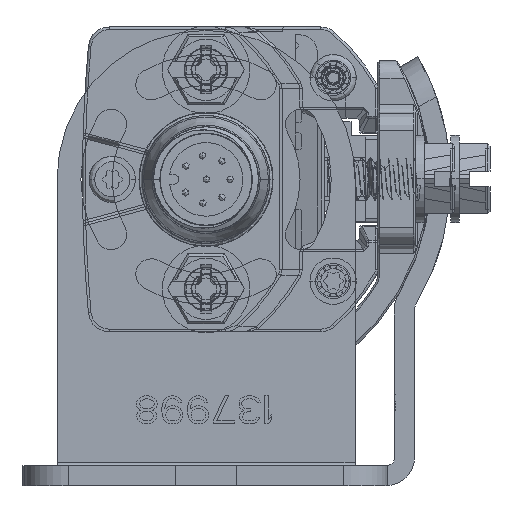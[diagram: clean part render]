
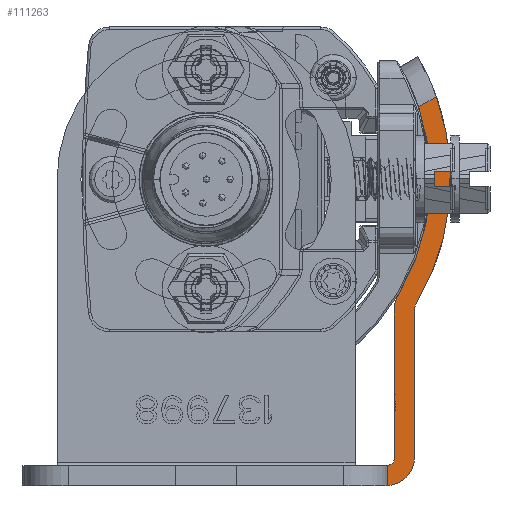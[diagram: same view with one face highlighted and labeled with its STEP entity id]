
A CAD part, front view. The second image highlights one B-rep face of the part: STEP entity #111263.
In plain terms, the highlighted face is planar.
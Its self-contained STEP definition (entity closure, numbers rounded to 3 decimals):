
#106502=CARTESIAN_POINT('',(26.271,9.394,15.));
#106530=CARTESIAN_POINT('',(24.243,8.223,15.));
#106572=DIRECTION('',(-0.866,-0.5,0.));
#106573=VECTOR('',#106572,2.341);
#106574=CARTESIAN_POINT('',(26.271,9.394,15.));
#106575=LINE('',#106574,#106573);
#106576=CARTESIAN_POINT('',(0.,0.,15.));
#106577=DIRECTION('',(0.,0.,1.));
#106578=DIRECTION('',(0.857,-0.515,0.));
#106579=AXIS2_PLACEMENT_3D('',#106576,#106577,#106578);
#106581=DIRECTION('',(0.,1.,0.));
#106582=VECTOR('',#106581,16.917);
#106583=CARTESIAN_POINT('',(23.8,-31.7,15.));
#106584=LINE('',#106583,#106582);
#106585=CARTESIAN_POINT('',(20.5,-31.7,15.));
#106586=DIRECTION('',(0.,0.,1.));
#106587=DIRECTION('',(0.,-1.,0.));
#106588=AXIS2_PLACEMENT_3D('',#106585,#106586,#106587);
#106590=DIRECTION('',(1.,0.,0.));
#106591=VECTOR('',#106590,36.5);
#106592=CARTESIAN_POINT('',(-16.,-35.,15.));
#106593=LINE('',#106592,#106591);
#106594=DIRECTION('',(0.,-1.,0.));
#106595=VECTOR('',#106594,2.3);
#106596=CARTESIAN_POINT('',(-16.,-32.7,15.));
#106597=LINE('',#106596,#106595);
#106598=DIRECTION('',(-1.,0.,0.));
#106599=VECTOR('',#106598,36.7);
#106600=CARTESIAN_POINT('',(20.7,-32.7,15.));
#106601=LINE('',#106600,#106599);
#106602=DIRECTION('',(0.,-1.,0.));
#106603=VECTOR('',#106602,17.062);
#106604=CARTESIAN_POINT('',(21.5,-14.838,15.));
#106605=LINE('',#106604,#106603);
#106606=CARTESIAN_POINT('',(24.8,-14.838,15.));
#106607=DIRECTION('',(0.,0.,1.));
#106608=DIRECTION('',(-0.858,0.513,0.));
#106609=AXIS2_PLACEMENT_3D('',#106606,#106607,#106608);
#106611=CARTESIAN_POINT('',(0.,0.,15.));
#106612=DIRECTION('',(0.,0.,-1.));
#106613=DIRECTION('',(0.947,0.321,0.));
#106614=AXIS2_PLACEMENT_3D('',#106611,#106612,#106613);
#106621=CARTESIAN_POINT('',(24.6,-14.783,15.));
#106622=DIRECTION('',(0.,0.,-1.));
#106623=DIRECTION('',(-1.,0.,0.));
#106624=AXIS2_PLACEMENT_3D('',#106621,#106622,#106623);
#106791=CARTESIAN_POINT('',(20.7,-31.9,15.));
#106792=DIRECTION('',(0.,0.,-1.));
#106793=DIRECTION('',(1.,0.,0.));
#106794=AXIS2_PLACEMENT_3D('',#106791,#106792,#106793);
#109985=CARTESIAN_POINT('',(23.914,-14.371,15.));
#109987=VERTEX_POINT('',#109985);
#109989=CARTESIAN_POINT('',(23.8,-14.783,15.));
#109991=VERTEX_POINT('',#109989);
#109993=CARTESIAN_POINT('',(20.7,-32.7,15.));
#109995=VERTEX_POINT('',#109993);
#109997=CARTESIAN_POINT('',(21.5,-31.9,15.));
#109999=VERTEX_POINT('',#109997);
#110004=CARTESIAN_POINT('',(20.5,-35.,15.));
#110005=VERTEX_POINT('',#110004);
#110006=CARTESIAN_POINT('',(23.8,-31.7,15.));
#110007=VERTEX_POINT('',#110006);
#110012=CARTESIAN_POINT('',(21.968,-13.144,15.));
#110013=VERTEX_POINT('',#110012);
#110014=CARTESIAN_POINT('',(21.5,-14.838,15.));
#110015=VERTEX_POINT('',#110014);
#110032=VERTEX_POINT('',#106530);
#110036=VERTEX_POINT('',#106502);
#110050=CARTESIAN_POINT('',(-16.,-35.,15.));
#110052=VERTEX_POINT('',#110050);
#110056=CARTESIAN_POINT('',(-16.,-32.7,15.));
#110057=VERTEX_POINT('',#110056);
#111235=CARTESIAN_POINT('',(0.,0.,15.));
#111236=DIRECTION('',(0.,0.,1.));
#111237=DIRECTION('',(1.,0.,0.));
#111238=AXIS2_PLACEMENT_3D('',#111235,#111236,#111237);
#111239=PLANE('',#111238);
#111240=ORIENTED_EDGE('',*,*,#111203,.F.);
#111241=ORIENTED_EDGE('',*,*,#111178,.F.);
#111243=ORIENTED_EDGE('',*,*,#111242,.F.);
#111245=ORIENTED_EDGE('',*,*,#111244,.F.);
#111247=ORIENTED_EDGE('',*,*,#111246,.F.);
#111249=ORIENTED_EDGE('',*,*,#111248,.F.);
#111251=ORIENTED_EDGE('',*,*,#111250,.F.);
#111253=ORIENTED_EDGE('',*,*,#111252,.F.);
#111255=ORIENTED_EDGE('',*,*,#111254,.F.);
#111257=ORIENTED_EDGE('',*,*,#111256,.F.);
#111259=ORIENTED_EDGE('',*,*,#111258,.F.);
#111260=ORIENTED_EDGE('',*,*,#111214,.F.);
#111261=EDGE_LOOP('',(#111240,#111241,#111243,#111245,#111247,#111249,#111251,
#111253,#111255,#111257,#111259,#111260));
#111262=FACE_OUTER_BOUND('',#111261,.F.);
#111263=ADVANCED_FACE('',(#111262),#111239,.T.);
#106580=CIRCLE('',#106579,27.9);
#106589=CIRCLE('',#106588,3.3);
#106610=CIRCLE('',#106609,3.3);
#106615=CIRCLE('',#106614,25.6);
#106625=CIRCLE('',#106624,0.8);
#106795=CIRCLE('',#106794,0.8);
#111178=EDGE_CURVE('',#109987,#110036,#106580,.T.);
#111203=EDGE_CURVE('',#110036,#110032,#106575,.T.);
#111214=EDGE_CURVE('',#110032,#110013,#106615,.T.);
#111242=EDGE_CURVE('',#109991,#109987,#106625,.T.);
#111244=EDGE_CURVE('',#110007,#109991,#106584,.T.);
#111246=EDGE_CURVE('',#110005,#110007,#106589,.T.);
#111248=EDGE_CURVE('',#110052,#110005,#106593,.T.);
#111250=EDGE_CURVE('',#110057,#110052,#106597,.T.);
#111252=EDGE_CURVE('',#109995,#110057,#106601,.T.);
#111254=EDGE_CURVE('',#109999,#109995,#106795,.T.);
#111256=EDGE_CURVE('',#110015,#109999,#106605,.T.);
#111258=EDGE_CURVE('',#110013,#110015,#106610,.T.);
